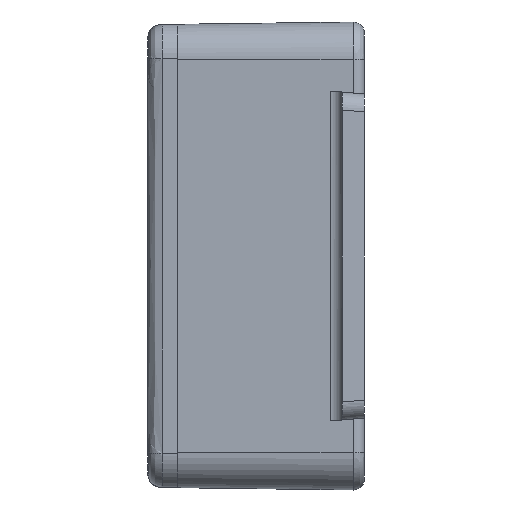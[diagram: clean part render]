
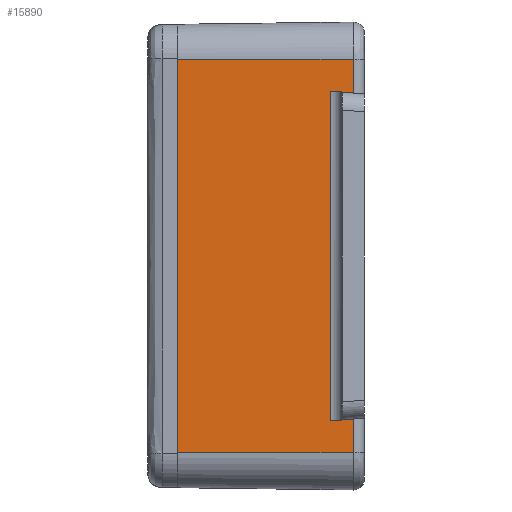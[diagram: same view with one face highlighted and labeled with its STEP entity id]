
A CAD part, left-side view. The second image highlights one B-rep face of the part: STEP entity #15890.
In plain terms, the highlighted planar face has unit normal (-1, 0.013, 0).
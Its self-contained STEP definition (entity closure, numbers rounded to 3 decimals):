
#2 = CARTESIAN_POINT ( 'NONE',  ( -57.599, 1.429, 22.465 ) ) ;
#304 = VECTOR ( 'NONE', #7098, 1000. ) ;
#376 = DIRECTION ( 'NONE',  ( -0.013, -1., 0. ) ) ;
#520 = VECTOR ( 'NONE', #3649, 1000. ) ;
#1087 = CARTESIAN_POINT ( 'NONE',  ( -57.559, 4.532, -27.115 ) ) ;
#1452 = DIRECTION ( 'NONE',  ( 0.013, 0.996, 0.086 ) ) ;
#1681 = VERTEX_POINT ( 'NONE', #8977 ) ;
#1717 = EDGE_CURVE ( 'NONE', #16515, #11710, #10708, .T. ) ;
#2182 = EDGE_LOOP ( 'NONE', ( #5971, #6572, #10689, #6868, #5751, #5493, #15575, #15413 ) ) ;
#2368 = CARTESIAN_POINT ( 'NONE',  ( -57.285, 25.656, 27.115 ) ) ;
#2465 = CARTESIAN_POINT ( 'NONE',  ( -57.559, 4.532, -22.734 ) ) ;
#2784 = EDGE_CURVE ( 'NONE', #16515, #1681, #8509, .T. ) ;
#3178 = VECTOR ( 'NONE', #376, 1000. ) ;
#3189 = VERTEX_POINT ( 'NONE', #3706 ) ;
#3649 = DIRECTION ( 'NONE',  ( 0., 0., -1. ) ) ;
#3706 = CARTESIAN_POINT ( 'NONE',  ( -57.559, 4.532, 22.734 ) ) ;
#4004 = LINE ( 'NONE', #1087, #11687 ) ;
#4446 = EDGE_CURVE ( 'NONE', #17716, #17114, #9969, .T. ) ;
#4850 = CARTESIAN_POINT ( 'NONE',  ( -57.599, 1.429, -22.465 ) ) ;
#5493 = ORIENTED_EDGE ( 'NONE', *, *, #8164, .T. ) ;
#5751 = ORIENTED_EDGE ( 'NONE', *, *, #4446, .F. ) ;
#5971 = ORIENTED_EDGE ( 'NONE', *, *, #2784, .T. ) ;
#6103 = VECTOR ( 'NONE', #7760, 1000. ) ;
#6572 = ORIENTED_EDGE ( 'NONE', *, *, #15455, .T. ) ;
#6665 = CARTESIAN_POINT ( 'NONE',  ( -57.599, 1.429, 22.465 ) ) ;
#6784 = LINE ( 'NONE', #2, #17873 ) ;
#6818 = CARTESIAN_POINT ( 'NONE',  ( -57.285, 25.656, -27.115 ) ) ;
#6868 = ORIENTED_EDGE ( 'NONE', *, *, #16190, .F. ) ;
#6993 = LINE ( 'NONE', #10489, #3178 ) ;
#7098 = DIRECTION ( 'NONE',  ( 0., 0., -1. ) ) ;
#7760 = DIRECTION ( 'NONE',  ( -0.013, -0.996, 0.086 ) ) ;
#8001 = LINE ( 'NONE', #8486, #304 ) ;
#8164 = EDGE_CURVE ( 'NONE', #17716, #3189, #4004, .T. ) ;
#8263 = DIRECTION ( 'NONE',  ( -0.013, -1., 0. ) ) ;
#8486 = CARTESIAN_POINT ( 'NONE',  ( -57.285, 25.656, -27.115 ) ) ;
#8509 = LINE ( 'NONE', #2368, #12360 ) ;
#8567 = CARTESIAN_POINT ( 'NONE',  ( -57.285, 25.656, -27.115 ) ) ;
#8977 = CARTESIAN_POINT ( 'NONE',  ( -57.285, 25.656, 27.115 ) ) ;
#9005 = VERTEX_POINT ( 'NONE', #16096 ) ;
#9343 = FACE_OUTER_BOUND ( 'NONE', #2182, .T. ) ;
#9366 = CARTESIAN_POINT ( 'NONE',  ( -57.599, 1.429, 27.115 ) ) ;
#9969 = LINE ( 'NONE', #13505, #6103 ) ;
#10489 = CARTESIAN_POINT ( 'NONE',  ( -57.285, 25.656, -27.115 ) ) ;
#10689 = ORIENTED_EDGE ( 'NONE', *, *, #11644, .T. ) ;
#10708 = LINE ( 'NONE', #16192, #17936 ) ;
#11511 = EDGE_CURVE ( 'NONE', #11710, #3189, #6784, .T. ) ;
#11582 = LINE ( 'NONE', #12290, #520 ) ;
#11644 = EDGE_CURVE ( 'NONE', #15980, #9005, #6993, .T. ) ;
#11687 = VECTOR ( 'NONE', #14026, 1000. ) ;
#11710 = VERTEX_POINT ( 'NONE', #6665 ) ;
#12290 = CARTESIAN_POINT ( 'NONE',  ( -57.599, 1.429, 22.595 ) ) ;
#12360 = VECTOR ( 'NONE', #15363, 1000. ) ;
#13505 = CARTESIAN_POINT ( 'NONE',  ( -57.559, 4.532, -22.734 ) ) ;
#13911 = PLANE ( 'NONE',  #15180 ) ;
#14026 = DIRECTION ( 'NONE',  ( 0., 0., 1. ) ) ;
#15180 = AXIS2_PLACEMENT_3D ( 'NONE', #6818, #16946, #8263 ) ;
#15363 = DIRECTION ( 'NONE',  ( 0.013, 1., 0. ) ) ;
#15413 = ORIENTED_EDGE ( 'NONE', *, *, #1717, .F. ) ;
#15455 = EDGE_CURVE ( 'NONE', #1681, #15980, #8001, .T. ) ;
#15575 = ORIENTED_EDGE ( 'NONE', *, *, #11511, .F. ) ;
#15890 = ADVANCED_FACE ( 'NONE', ( #9343 ), #13911, .T. ) ;
#15980 = VERTEX_POINT ( 'NONE', #8567 ) ;
#16096 = CARTESIAN_POINT ( 'NONE',  ( -57.599, 1.429, -27.115 ) ) ;
#16190 = EDGE_CURVE ( 'NONE', #17114, #9005, #11582, .T. ) ;
#16192 = CARTESIAN_POINT ( 'NONE',  ( -57.599, 1.429, 22.595 ) ) ;
#16385 = DIRECTION ( 'NONE',  ( 0., 0., -1. ) ) ;
#16515 = VERTEX_POINT ( 'NONE', #9366 ) ;
#16946 = DIRECTION ( 'NONE',  ( -1., 0.013, 0. ) ) ;
#17114 = VERTEX_POINT ( 'NONE', #4850 ) ;
#17716 = VERTEX_POINT ( 'NONE', #2465 ) ;
#17873 = VECTOR ( 'NONE', #1452, 1000. ) ;
#17936 = VECTOR ( 'NONE', #16385, 1000. ) ;
